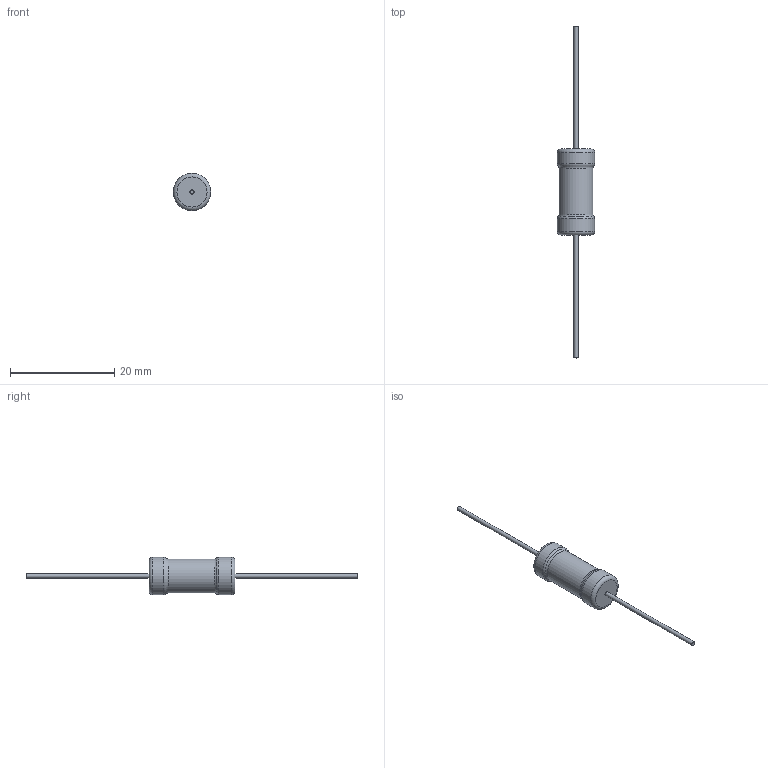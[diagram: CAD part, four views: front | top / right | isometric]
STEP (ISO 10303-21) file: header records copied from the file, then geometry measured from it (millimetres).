
FILE_DESCRIPTION(/* description */ (''),/* implementation_level */ '2;1');
FILE_NAME(/* name */ 'ULW5-xyT075 wo tape.stp',/* time_stamp */ '2023-08-01T09:52:39-04:00',/* author */ ('avery.harrell'),/* organization */ (''),/* preprocessor_version */ 'ST-DEVELOPER v17.2',/* originating_system */ 'Autodesk Inventor 2019',/* authorisation */ '');
FILE_SCHEMA (('AUTOMOTIVE_DESIGN { 1 0 10303 214 3 1 1 }'));
Length unit declared in the file: millimetre
Products named in the file (3): ULW5-xyT075 wo tape; ULW5 body; ULW5 std lead
Assembly tree (3 placements, depth 2):
  ULW5-xyT075 wo tape
    ULW5 body
    ULW5 std lead  x2
Bounding box: 7.2 x 63.7 x 7.2 mm (x, y, z)
Volume: 617.8 mm3; surface area: 543.6 mm2
Topology: 3 solids, 3 shells, 17 faces, 35 edges, 24 vertices
Faces by surface type: torus 6, plane 6, cylinder 5
Full cylindrical faces by diameter (mm): 0.8 x2, 6.5 x1, 7.2 x2
Entity records: 533 total; most frequent: DIRECTION 100, CARTESIAN_POINT 74, ORIENTED_EDGE 64, AXIS2_PLACEMENT_3D 48, EDGE_CURVE 32, CIRCLE 28, VERTEX_POINT 22, FACE_OUTER_BOUND 14
